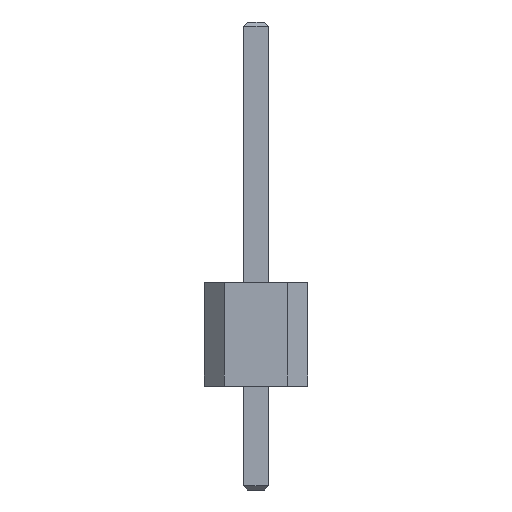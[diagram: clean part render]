
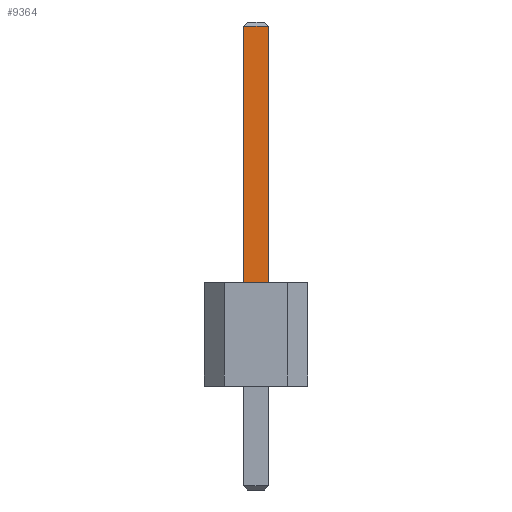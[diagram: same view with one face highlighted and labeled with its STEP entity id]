
A CAD part, left-side view. The second image highlights one B-rep face of the part: STEP entity #9364.
In plain terms, the highlighted planar face has unit normal (-1, 0, 0).
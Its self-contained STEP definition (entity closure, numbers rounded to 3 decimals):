
#342 = VERTEX_POINT ( 'NONE', #351 ) ;
#351 = CARTESIAN_POINT ( 'NONE',  ( -0.3, -0.3, 8.8 ) ) ;
#656 = CARTESIAN_POINT ( 'NONE',  ( -0.3, 0.3, 2.54 ) ) ;
#663 = CARTESIAN_POINT ( 'NONE',  ( -0.3, 0., 2.54 ) ) ;
#960 = FACE_OUTER_BOUND ( 'NONE', #4227, .T. ) ;
#1372 = AXIS2_PLACEMENT_3D ( 'NONE', #7794, #7084, #8590 ) ;
#1397 = DIRECTION ( 'NONE',  ( 0., 0., 1. ) ) ;
#1483 = ORIENTED_EDGE ( 'NONE', *, *, #9342, .F. ) ;
#1520 = EDGE_CURVE ( 'NONE', #342, #4133, #4090, .T. ) ;
#1572 = CARTESIAN_POINT ( 'NONE',  ( -0.3, 0., 8.8 ) ) ;
#2003 = VECTOR ( 'NONE', #2699, 1000. ) ;
#2699 = DIRECTION ( 'NONE',  ( 0., 0., -1. ) ) ;
#2909 = EDGE_CURVE ( 'NONE', #6189, #6690, #7398, .T. ) ;
#3143 = DIRECTION ( 'NONE',  ( 0., 1., 0. ) ) ;
#3431 = CARTESIAN_POINT ( 'NONE',  ( -0.3, -0.3, 2.54 ) ) ;
#3469 = PLANE ( 'NONE',  #1372 ) ;
#3954 = LINE ( 'NONE', #5636, #7263 ) ;
#4090 = LINE ( 'NONE', #1572, #7947 ) ;
#4133 = VERTEX_POINT ( 'NONE', #7865 ) ;
#4227 = EDGE_LOOP ( 'NONE', ( #1483, #6005, #4950, #7018 ) ) ;
#4422 = LINE ( 'NONE', #8458, #2003 ) ;
#4950 = ORIENTED_EDGE ( 'NONE', *, *, #9460, .F. ) ;
#5636 = CARTESIAN_POINT ( 'NONE',  ( -0.3, 0.3, 8.9 ) ) ;
#5866 = DIRECTION ( 'NONE',  ( 0., -1., 0. ) ) ;
#6005 = ORIENTED_EDGE ( 'NONE', *, *, #1520, .T. ) ;
#6189 = VERTEX_POINT ( 'NONE', #656 ) ;
#6510 = VECTOR ( 'NONE', #5866, 1000. ) ;
#6690 = VERTEX_POINT ( 'NONE', #3431 ) ;
#7018 = ORIENTED_EDGE ( 'NONE', *, *, #2909, .T. ) ;
#7084 = DIRECTION ( 'NONE',  ( 1., 0., 0. ) ) ;
#7263 = VECTOR ( 'NONE', #1397, 1000. ) ;
#7398 = LINE ( 'NONE', #663, #6510 ) ;
#7794 = CARTESIAN_POINT ( 'NONE',  ( -0.3, 0., 0. ) ) ;
#7865 = CARTESIAN_POINT ( 'NONE',  ( -0.3, 0.3, 8.8 ) ) ;
#7947 = VECTOR ( 'NONE', #3143, 1000. ) ;
#8458 = CARTESIAN_POINT ( 'NONE',  ( -0.3, -0.3, 8.9 ) ) ;
#8590 = DIRECTION ( 'NONE',  ( 0., 0., -1. ) ) ;
#9342 = EDGE_CURVE ( 'NONE', #342, #6690, #4422, .T. ) ;
#9364 = ADVANCED_FACE ( 'NONE', ( #960 ), #3469, .F. ) ;
#9460 = EDGE_CURVE ( 'NONE', #6189, #4133, #3954, .T. ) ;
